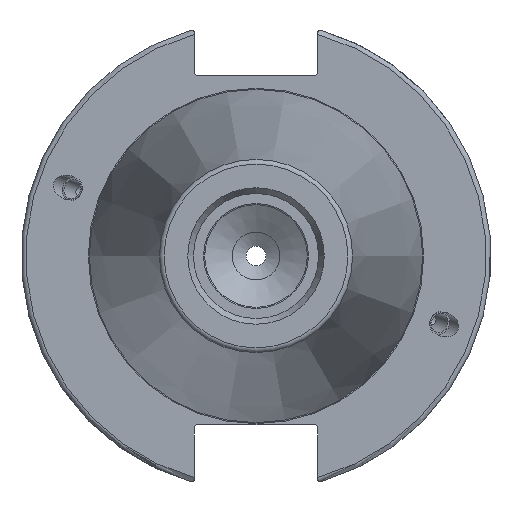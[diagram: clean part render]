
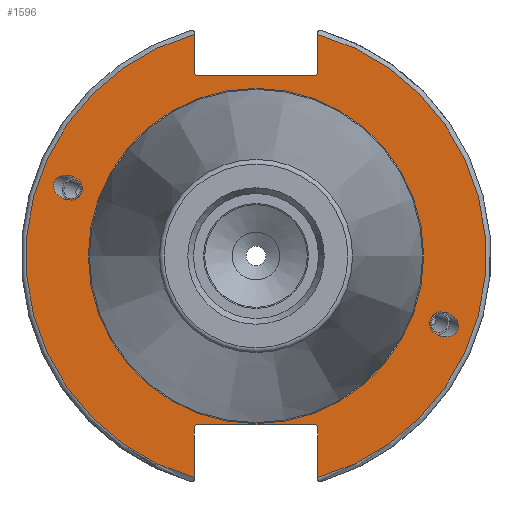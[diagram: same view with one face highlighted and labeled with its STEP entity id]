
A CAD part, left-side view. The second image highlights one B-rep face of the part: STEP entity #1596.
In plain terms, the highlighted planar face has unit normal (-1, 0, 0).
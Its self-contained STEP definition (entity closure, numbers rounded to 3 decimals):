
#85=FACE_BOUND('',#329,.T.);
#86=FACE_BOUND('',#330,.T.);
#87=FACE_BOUND('',#331,.T.);
#103=PLANE('',#1772);
#139=ELLIPSE('',#1724,3.052,2.5);
#140=ELLIPSE('',#1758,3.052,2.5);
#219=FACE_OUTER_BOUND('',#328,.T.);
#328=EDGE_LOOP('',(#1292,#1293,#1294,#1295,#1296,#1297,#1298,#1299,#1300,
#1301,#1302,#1303));
#329=EDGE_LOOP('',(#1304));
#330=EDGE_LOOP('',(#1305));
#331=EDGE_LOOP('',(#1306));
#431=LINE('',#2961,#530);
#432=LINE('',#2963,#531);
#433=LINE('',#2965,#532);
#434=LINE('',#2967,#533);
#435=LINE('',#2969,#534);
#436=LINE('',#2973,#535);
#437=LINE('',#2975,#536);
#438=LINE('',#2977,#537);
#439=LINE('',#2979,#538);
#440=LINE('',#2980,#539);
#530=VECTOR('',#2116,10.);
#531=VECTOR('',#2117,10.);
#532=VECTOR('',#2118,10.);
#533=VECTOR('',#2119,10.);
#534=VECTOR('',#2120,10.);
#535=VECTOR('',#2123,10.);
#536=VECTOR('',#2124,10.);
#537=VECTOR('',#2125,10.);
#538=VECTOR('',#2126,10.);
#539=VECTOR('',#2127,10.);
#631=CIRCLE('',#1770,35.125);
#633=CIRCLE('',#1773,48.213);
#634=CIRCLE('',#1774,48.213);
#716=VERTEX_POINT('',#2632);
#756=VERTEX_POINT('',#2929);
#763=VERTEX_POINT('',#2952);
#764=VERTEX_POINT('',#2957);
#765=VERTEX_POINT('',#2958);
#766=VERTEX_POINT('',#2960);
#767=VERTEX_POINT('',#2962);
#768=VERTEX_POINT('',#2964);
#769=VERTEX_POINT('',#2966);
#770=VERTEX_POINT('',#2968);
#771=VERTEX_POINT('',#2970);
#772=VERTEX_POINT('',#2972);
#773=VERTEX_POINT('',#2974);
#774=VERTEX_POINT('',#2976);
#775=VERTEX_POINT('',#2978);
#893=EDGE_CURVE('',#716,#716,#139,.T.);
#946=EDGE_CURVE('',#756,#756,#140,.T.);
#957=EDGE_CURVE('',#763,#763,#631,.T.);
#959=EDGE_CURVE('',#764,#765,#633,.T.);
#960=EDGE_CURVE('',#764,#766,#431,.T.);
#961=EDGE_CURVE('',#767,#766,#432,.T.);
#962=EDGE_CURVE('',#767,#768,#433,.T.);
#963=EDGE_CURVE('',#769,#768,#434,.T.);
#964=EDGE_CURVE('',#769,#770,#435,.T.);
#965=EDGE_CURVE('',#771,#770,#634,.T.);
#966=EDGE_CURVE('',#771,#772,#436,.T.);
#967=EDGE_CURVE('',#773,#772,#437,.T.);
#968=EDGE_CURVE('',#773,#774,#438,.T.);
#969=EDGE_CURVE('',#775,#774,#439,.T.);
#970=EDGE_CURVE('',#775,#765,#440,.T.);
#1292=ORIENTED_EDGE('',*,*,#959,.F.);
#1293=ORIENTED_EDGE('',*,*,#960,.T.);
#1294=ORIENTED_EDGE('',*,*,#961,.F.);
#1295=ORIENTED_EDGE('',*,*,#962,.T.);
#1296=ORIENTED_EDGE('',*,*,#963,.F.);
#1297=ORIENTED_EDGE('',*,*,#964,.T.);
#1298=ORIENTED_EDGE('',*,*,#965,.F.);
#1299=ORIENTED_EDGE('',*,*,#966,.T.);
#1300=ORIENTED_EDGE('',*,*,#967,.F.);
#1301=ORIENTED_EDGE('',*,*,#968,.T.);
#1302=ORIENTED_EDGE('',*,*,#969,.F.);
#1303=ORIENTED_EDGE('',*,*,#970,.T.);
#1304=ORIENTED_EDGE('',*,*,#893,.T.);
#1305=ORIENTED_EDGE('',*,*,#946,.T.);
#1306=ORIENTED_EDGE('',*,*,#957,.F.);
#1596=ADVANCED_FACE('',(#219,#85,#86,#87),#103,.T.);
#1724=AXIS2_PLACEMENT_3D('',#2634,#1996,#1997);
#1758=AXIS2_PLACEMENT_3D('',#2931,#2080,#2081);
#1770=AXIS2_PLACEMENT_3D('',#2954,#2108,#2109);
#1772=AXIS2_PLACEMENT_3D('',#2956,#2112,#2113);
#1773=AXIS2_PLACEMENT_3D('',#2959,#2114,#2115);
#1774=AXIS2_PLACEMENT_3D('',#2971,#2121,#2122);
#1996=DIRECTION('center_axis',(1.,0.,0.));
#1997=DIRECTION('ref_axis',(0.,-0.94,-0.342));
#2080=DIRECTION('center_axis',(1.,0.,0.));
#2081=DIRECTION('ref_axis',(0.,0.94,0.342));
#2108=DIRECTION('center_axis',(-1.,0.,0.));
#2109=DIRECTION('ref_axis',(0.,-1.,0.));
#2112=DIRECTION('center_axis',(-1.,0.,0.));
#2113=DIRECTION('ref_axis',(0.,0.,1.));
#2114=DIRECTION('center_axis',(1.,0.,0.));
#2115=DIRECTION('ref_axis',(0.,-1.,0.));
#2116=DIRECTION('',(0.,0.,-1.));
#2117=DIRECTION('',(0.,-0.707,0.707));
#2118=DIRECTION('',(0.,1.,0.));
#2119=DIRECTION('',(0.,-0.707,-0.707));
#2120=DIRECTION('',(0.,0.,1.));
#2121=DIRECTION('center_axis',(1.,0.,0.));
#2122=DIRECTION('ref_axis',(0.,1.,0.));
#2123=DIRECTION('',(0.,0.,1.));
#2124=DIRECTION('',(0.,0.707,-0.707));
#2125=DIRECTION('',(0.,-1.,0.));
#2126=DIRECTION('',(0.,0.707,0.707));
#2127=DIRECTION('',(0.,0.,-1.));
#2632=CARTESIAN_POINT('',(3.175,-36.599,-13.321));
#2634=CARTESIAN_POINT('Origin',(3.175,-39.467,-14.365));
#2929=CARTESIAN_POINT('',(3.175,36.599,13.321));
#2931=CARTESIAN_POINT('Origin',(3.175,39.467,14.365));
#2952=CARTESIAN_POINT('',(3.175,0.,35.125));
#2954=CARTESIAN_POINT('Origin',(3.175,0.,0.));
#2956=CARTESIAN_POINT('Origin',(3.175,49.213,0.));
#2957=CARTESIAN_POINT('',(3.175,-12.95,46.441));
#2958=CARTESIAN_POINT('',(3.175,-12.95,-46.441));
#2959=CARTESIAN_POINT('Origin',(3.175,0.,0.));
#2960=CARTESIAN_POINT('',(3.175,-12.95,38.219));
#2961=CARTESIAN_POINT('',(3.175,-12.95,18.86));
#2962=CARTESIAN_POINT('',(3.175,-12.45,37.719));
#2963=CARTESIAN_POINT('',(3.175,12.27,12.999));
#2964=CARTESIAN_POINT('',(3.175,12.45,37.719));
#2965=CARTESIAN_POINT('',(3.175,24.606,37.719));
#2966=CARTESIAN_POINT('',(3.175,12.95,38.219));
#2967=CARTESIAN_POINT('',(3.175,12.336,37.605));
#2968=CARTESIAN_POINT('',(3.175,12.95,46.441));
#2969=CARTESIAN_POINT('',(3.175,12.95,18.86));
#2970=CARTESIAN_POINT('',(3.175,12.95,-46.441));
#2971=CARTESIAN_POINT('Origin',(3.175,0.,0.));
#2972=CARTESIAN_POINT('',(3.175,12.95,-35.806));
#2973=CARTESIAN_POINT('',(3.175,12.95,-17.653));
#2974=CARTESIAN_POINT('',(3.175,12.45,-35.306));
#2975=CARTESIAN_POINT('',(3.175,12.939,-35.795));
#2976=CARTESIAN_POINT('',(3.175,-12.45,-35.306));
#2977=CARTESIAN_POINT('',(3.175,24.606,-35.306));
#2978=CARTESIAN_POINT('',(3.175,-12.95,-35.806));
#2979=CARTESIAN_POINT('',(3.175,11.667,-11.189));
#2980=CARTESIAN_POINT('',(3.175,-12.95,-17.653));
